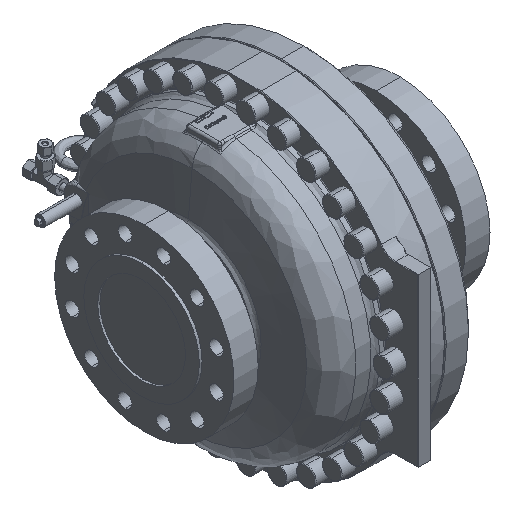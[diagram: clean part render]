
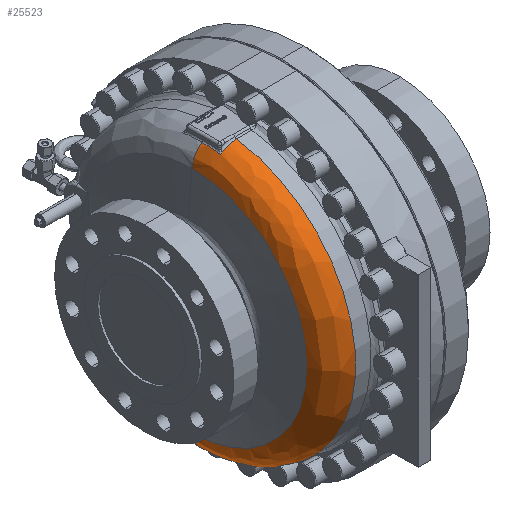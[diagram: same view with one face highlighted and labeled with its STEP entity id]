
A CAD part, isometric view. The second image highlights one B-rep face of the part: STEP entity #25523.
In plain terms, the highlighted free-form (B-spline) face has degree [3, 3] with [4, 4] control points.
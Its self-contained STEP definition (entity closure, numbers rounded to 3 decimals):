
#1889 = CARTESIAN_POINT ( 'NONE',  ( 128.492, 0., 267.729 ) ) ;
#2321 = CARTESIAN_POINT ( 'NONE',  ( 188.263, -44.313, 319.441 ) ) ;
#2620 = CARTESIAN_POINT ( 'NONE',  ( 151.097, -44.437, 306.397 ) ) ;
#3270 = CARTESIAN_POINT ( 'NONE',  ( 151.097, 0., 309.603 ) ) ;
#3309 = CARTESIAN_POINT ( 'NONE',  ( 188.263, 0., 0. ) ) ;
#3759 = FACE_OUTER_BOUND ( 'NONE', #11712, .T. ) ;
#4255 = DIRECTION ( 'NONE',  ( 0., 1., 0. ) ) ;
#5300 = EDGE_CURVE ( 'NONE', #46451, #33988, #31583, .T. ) ;
#5747 = CARTESIAN_POINT ( 'NONE',  ( 131.347, -600.733, -300.366 ) ) ;
#7160 = DIRECTION ( 'NONE',  ( 0., 0., 1. ) ) ;
#7171 = DIRECTION ( 'NONE',  ( -1., 0., 0. ) ) ;
#7182 = CARTESIAN_POINT ( 'NONE',  ( 184.904, -44.313, 319.441 ) ) ;
#7980 = AXIS2_PLACEMENT_3D ( 'NONE', #27140, #4255, #30971 ) ;
#9587 = CARTESIAN_POINT ( 'NONE',  ( 131.347, 0., 300.366 ) ) ;
#11280 =( BOUNDED_SURFACE ( )  B_SPLINE_SURFACE ( 3, 3, ( 
 ( #32261, #47630, #24793, #1889 ),
 ( #28604, #5747, #32428, #9587 ),
 ( #36228, #13442, #40064, #17242 ),
 ( #43962, #21118, #47799, #24957 ) ),
 .UNSPECIFIED., .F., .F., .F. ) 
 B_SPLINE_SURFACE_WITH_KNOTS ( ( 4, 4 ),
 ( 4, 4 ),
 ( 0., 1. ),
 ( 0., 1. ),
 .UNSPECIFIED. ) 
 GEOMETRIC_REPRESENTATION_ITEM ( )  RATIONAL_B_SPLINE_SURFACE ( (
 ( 1., 0.333, 0.333, 1.),
 ( 0.825, 0.275, 0.275, 0.825),
 ( 0.825, 0.275, 0.275, 0.825),
 ( 1., 0.333, 0.333, 1.) ) ) 
 REPRESENTATION_ITEM ( '' )  SURFACE ( )  );
#11712 = EDGE_LOOP ( 'NONE', ( #19958, #23575, #13958, #45031, #47400, #32503 ) ) ;
#11805 = CIRCLE ( 'NONE', #7980, 60. ) ;
#12337 = EDGE_CURVE ( 'NONE', #18400, #44121, #12856, .T. ) ;
#12856 = CIRCLE ( 'NONE', #29261, 309.603 ) ;
#13442 = CARTESIAN_POINT ( 'NONE',  ( 155.501, -645., -322.5 ) ) ;
#13951 = CARTESIAN_POINT ( 'NONE',  ( 128.492, 0., 267.729 ) ) ;
#13958 = ORIENTED_EDGE ( 'NONE', *, *, #5300, .F. ) ;
#13984 = CARTESIAN_POINT ( 'NONE',  ( 188.263, 0., -262.5 ) ) ;
#14846 = CARTESIAN_POINT ( 'NONE',  ( 174.943, -44.325, 318.025 ) ) ;
#17242 = CARTESIAN_POINT ( 'NONE',  ( 155.501, 0., 322.5 ) ) ;
#17817 = DIRECTION ( 'NONE',  ( 0., 0., -1. ) ) ;
#18326 = CARTESIAN_POINT ( 'NONE',  ( 128.492, 0., 0. ) ) ;
#18400 = VERTEX_POINT ( 'NONE', #2620 ) ;
#18680 = CARTESIAN_POINT ( 'NONE',  ( 165.383, -44.354, 314.959 ) ) ;
#19060 = EDGE_CURVE ( 'NONE', #46451, #18400, #21713, .T. ) ;
#19441 = CARTESIAN_POINT ( 'NONE',  ( 188.263, 0., -322.5 ) ) ;
#19690 = VERTEX_POINT ( 'NONE', #45982 ) ;
#19958 = ORIENTED_EDGE ( 'NONE', *, *, #41027, .T. ) ;
#21118 = CARTESIAN_POINT ( 'NONE',  ( 188.263, -645., -322.5 ) ) ;
#21192 = VERTEX_POINT ( 'NONE', #13951 ) ;
#21713 = B_SPLINE_CURVE_WITH_KNOTS ( 'NONE', 3,
 ( #33857, #7182, #37667, #14846, #41540, #18680, #45373, #22542, #49240, #26348 ),
 .UNSPECIFIED., .F., .F.,
 ( 4, 2, 2, 2, 4 ),
 ( 0., 0.25, 0.5, 0.75, 1. ),
 .UNSPECIFIED. ) ;
#22175 = DIRECTION ( 'NONE',  ( 0., 0., 1. ) ) ;
#22542 = CARTESIAN_POINT ( 'NONE',  ( 156.486, -44.398, 310.343 ) ) ;
#23575 = ORIENTED_EDGE ( 'NONE', *, *, #32496, .T. ) ;
#24793 = CARTESIAN_POINT ( 'NONE',  ( 128.492, -535.459, 267.729 ) ) ;
#24957 = CARTESIAN_POINT ( 'NONE',  ( 188.263, 0., 322.5 ) ) ;
#25523 = ADVANCED_FACE ( 'NONE', ( #3759 ), #11280, .T. ) ;
#26348 = CARTESIAN_POINT ( 'NONE',  ( 151.097, -44.437, 306.397 ) ) ;
#27140 = CARTESIAN_POINT ( 'NONE',  ( 188.263, 0., 262.5 ) ) ;
#28500 = AXIS2_PLACEMENT_3D ( 'NONE', #13984, #40609, #17817 ) ;
#28604 = CARTESIAN_POINT ( 'NONE',  ( 131.347, 0., -300.366 ) ) ;
#29261 = AXIS2_PLACEMENT_3D ( 'NONE', #30034, #7171, #33841 ) ;
#30021 = DIRECTION ( 'NONE',  ( 1., 0., 0. ) ) ;
#30034 = CARTESIAN_POINT ( 'NONE',  ( 151.097, 0., 0. ) ) ;
#30971 = DIRECTION ( 'NONE',  ( 0., 0., 1. ) ) ;
#31190 = EDGE_CURVE ( 'NONE', #21192, #44121, #11805, .T. ) ;
#31583 = CIRCLE ( 'NONE', #42862, 322.5 ) ;
#32261 = CARTESIAN_POINT ( 'NONE',  ( 128.492, 0., -267.729 ) ) ;
#32428 = CARTESIAN_POINT ( 'NONE',  ( 131.347, -600.733, 300.366 ) ) ;
#32496 = EDGE_CURVE ( 'NONE', #19690, #33988, #38356, .T. ) ;
#32503 = ORIENTED_EDGE ( 'NONE', *, *, #31190, .F. ) ;
#33841 = DIRECTION ( 'NONE',  ( 0., 0., 1. ) ) ;
#33857 = CARTESIAN_POINT ( 'NONE',  ( 188.263, -44.313, 319.441 ) ) ;
#33988 = VERTEX_POINT ( 'NONE', #19441 ) ;
#34690 = AXIS2_PLACEMENT_3D ( 'NONE', #18326, #45030, #22175 ) ;
#36228 = CARTESIAN_POINT ( 'NONE',  ( 155.501, 0., -322.5 ) ) ;
#37667 = CARTESIAN_POINT ( 'NONE',  ( 181.549, -44.315, 319.155 ) ) ;
#38356 = CIRCLE ( 'NONE', #28500, 60. ) ;
#40064 = CARTESIAN_POINT ( 'NONE',  ( 155.501, -645., 322.5 ) ) ;
#40609 = DIRECTION ( 'NONE',  ( 0., -1., 0. ) ) ;
#41027 = EDGE_CURVE ( 'NONE', #21192, #19690, #47841, .T. ) ;
#41540 = CARTESIAN_POINT ( 'NONE',  ( 171.692, -44.333, 317.18 ) ) ;
#42862 = AXIS2_PLACEMENT_3D ( 'NONE', #3309, #30021, #7160 ) ;
#43962 = CARTESIAN_POINT ( 'NONE',  ( 188.263, 0., -322.5 ) ) ;
#44121 = VERTEX_POINT ( 'NONE', #3270 ) ;
#45031 = ORIENTED_EDGE ( 'NONE', *, *, #19060, .T. ) ;
#45030 = DIRECTION ( 'NONE',  ( 1., 0., 0. ) ) ;
#45373 = CARTESIAN_POINT ( 'NONE',  ( 162.326, -44.367, 313.583 ) ) ;
#45982 = CARTESIAN_POINT ( 'NONE',  ( 128.492, 0., -267.729 ) ) ;
#46451 = VERTEX_POINT ( 'NONE', #2321 ) ;
#47400 = ORIENTED_EDGE ( 'NONE', *, *, #12337, .T. ) ;
#47630 = CARTESIAN_POINT ( 'NONE',  ( 128.492, -535.459, -267.729 ) ) ;
#47799 = CARTESIAN_POINT ( 'NONE',  ( 188.263, -645., 322.5 ) ) ;
#47841 = CIRCLE ( 'NONE', #34690, 267.729 ) ;
#49240 = CARTESIAN_POINT ( 'NONE',  ( 153.704, -44.416, 308.479 ) ) ;
